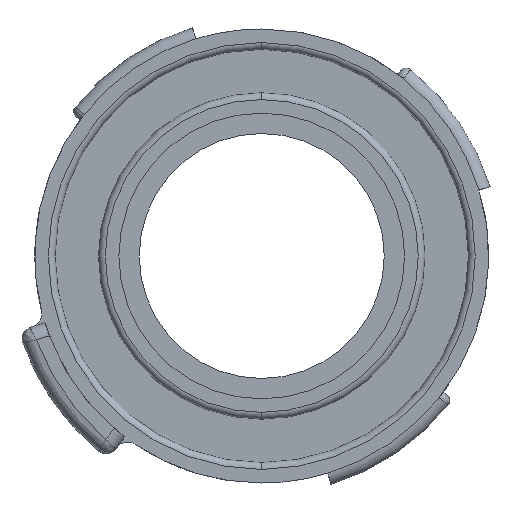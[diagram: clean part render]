
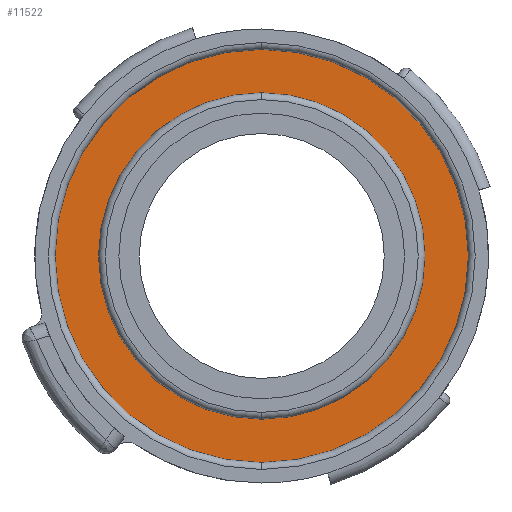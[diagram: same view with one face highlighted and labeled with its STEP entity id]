
A CAD part, front view. The second image highlights one B-rep face of the part: STEP entity #11522.
In plain terms, the highlighted planar face has unit normal (0, -1, 0).
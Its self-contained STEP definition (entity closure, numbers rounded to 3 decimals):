
#963 = CARTESIAN_POINT ( 'NONE',  ( 0., 1.6, 24.05 ) ) ;
#1234 = EDGE_CURVE ( 'NONE', #15181, #14104, #6452, .T. ) ;
#1415 = CARTESIAN_POINT ( 'NONE',  ( 0., 1.6, 0. ) ) ;
#1466 = DIRECTION ( 'NONE',  ( 0., 0., -1. ) ) ;
#2465 = AXIS2_PLACEMENT_3D ( 'NONE', #1415, #8444, #13156 ) ;
#2691 = ORIENTED_EDGE ( 'NONE', *, *, #1234, .T. ) ;
#2903 = AXIS2_PLACEMENT_3D ( 'NONE', #12014, #3666, #3819 ) ;
#2965 = ORIENTED_EDGE ( 'NONE', *, *, #7447, .T. ) ;
#3666 = DIRECTION ( 'NONE',  ( 0., -1., 0. ) ) ;
#3819 = DIRECTION ( 'NONE',  ( 0., 0., -1. ) ) ;
#3863 = CARTESIAN_POINT ( 'NONE',  ( 0., 1.6, 0. ) ) ;
#4183 = CARTESIAN_POINT ( 'NONE',  ( 0., 1.6, 0. ) ) ;
#4629 = CIRCLE ( 'NONE', #5857, 30.45 ) ;
#4748 = ORIENTED_EDGE ( 'NONE', *, *, #5487, .F. ) ;
#4976 = EDGE_LOOP ( 'NONE', ( #2691, #2965 ) ) ;
#4997 = CARTESIAN_POINT ( 'NONE',  ( 0., 1.6, -30.45 ) ) ;
#5487 = EDGE_CURVE ( 'NONE', #6733, #10932, #11536, .T. ) ;
#5857 = AXIS2_PLACEMENT_3D ( 'NONE', #4183, #6420, #13614 ) ;
#6097 = FACE_OUTER_BOUND ( 'NONE', #4976, .T. ) ;
#6420 = DIRECTION ( 'NONE',  ( 0., -1., 0. ) ) ;
#6452 = CIRCLE ( 'NONE', #14606, 30.45 ) ;
#6733 = VERTEX_POINT ( 'NONE', #963 ) ;
#7447 = EDGE_CURVE ( 'NONE', #14104, #15181, #4629, .T. ) ;
#8275 = DIRECTION ( 'NONE',  ( 0., 0., -1. ) ) ;
#8444 = DIRECTION ( 'NONE',  ( 0., -1., 0. ) ) ;
#9112 = AXIS2_PLACEMENT_3D ( 'NONE', #3863, #10590, #8275 ) ;
#9120 = CIRCLE ( 'NONE', #2465, 24.05 ) ;
#9512 = FACE_BOUND ( 'NONE', #12198, .T. ) ;
#9725 = CARTESIAN_POINT ( 'NONE',  ( 0., 1.6, 0. ) ) ;
#10020 = CARTESIAN_POINT ( 'NONE',  ( 0., 1.6, 30.45 ) ) ;
#10467 = ORIENTED_EDGE ( 'NONE', *, *, #13244, .F. ) ;
#10590 = DIRECTION ( 'NONE',  ( 0., -1., 0. ) ) ;
#10800 = DIRECTION ( 'NONE',  ( 0., -1., 0. ) ) ;
#10932 = VERTEX_POINT ( 'NONE', #13464 ) ;
#11522 = ADVANCED_FACE ( 'NONE', ( #9512, #6097 ), #14451, .T. ) ;
#11536 = CIRCLE ( 'NONE', #2903, 24.05 ) ;
#12014 = CARTESIAN_POINT ( 'NONE',  ( 0., 1.6, 0. ) ) ;
#12198 = EDGE_LOOP ( 'NONE', ( #10467, #4748 ) ) ;
#13156 = DIRECTION ( 'NONE',  ( 0., 0., -1. ) ) ;
#13244 = EDGE_CURVE ( 'NONE', #10932, #6733, #9120, .T. ) ;
#13464 = CARTESIAN_POINT ( 'NONE',  ( 0., 1.6, -24.05 ) ) ;
#13614 = DIRECTION ( 'NONE',  ( 0., 0., -1. ) ) ;
#14104 = VERTEX_POINT ( 'NONE', #10020 ) ;
#14451 = PLANE ( 'NONE',  #9112 ) ;
#14606 = AXIS2_PLACEMENT_3D ( 'NONE', #9725, #10800, #1466 ) ;
#15181 = VERTEX_POINT ( 'NONE', #4997 ) ;
